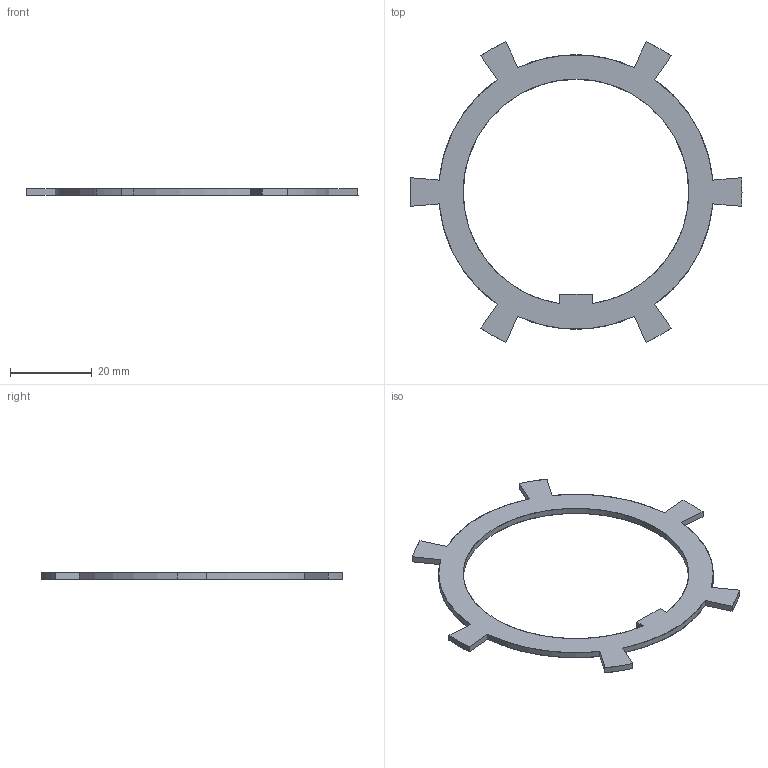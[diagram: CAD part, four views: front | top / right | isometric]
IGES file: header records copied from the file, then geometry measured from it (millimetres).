
Start section: SolidWorks IGES file using analytic representation for surfaces
Global section: file name: rondelle_etlw_is.IGS; native system: SolidWorks 2020; preprocessor: SolidWorks 2020; author: CRSA; date: 230406.174404; units: millimetre
Bounding box: 81 x 73.39 x 1.5 mm (x, y, z)
Surface area: 3594.3 mm2 (no closed solid volume)
Topology: 0 solids, 0 shells, 33 faces, 402 edges, 402 vertices
Faces by surface type: bspline 17, revolution 16
